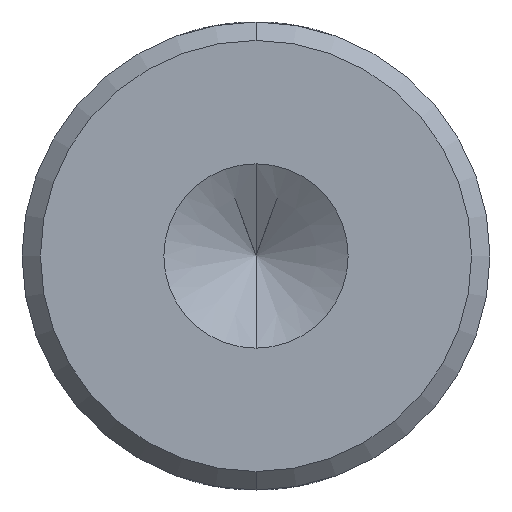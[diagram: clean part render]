
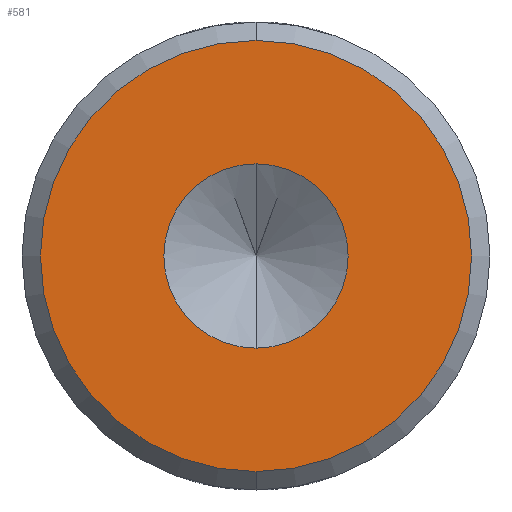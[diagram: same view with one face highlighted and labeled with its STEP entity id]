
A CAD part, front view. The second image highlights one B-rep face of the part: STEP entity #581.
In plain terms, the highlighted planar face has unit normal (0, -1, 0).
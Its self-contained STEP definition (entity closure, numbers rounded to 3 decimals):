
#4 = DIRECTION ( 'NONE',  ( 0., 0., -1. ) ) ;
#8 = EDGE_CURVE ( 'NONE', #60, #766, #724, .T. ) ;
#36 = AXIS2_PLACEMENT_3D ( 'NONE', #69, #185, #509 ) ;
#50 = ORIENTED_EDGE ( 'NONE', *, *, #799, .F. ) ;
#60 = VERTEX_POINT ( 'NONE', #615 ) ;
#69 = CARTESIAN_POINT ( 'NONE',  ( 0., 0., 0. ) ) ;
#93 = ORIENTED_EDGE ( 'NONE', *, *, #8, .F. ) ;
#107 = ORIENTED_EDGE ( 'NONE', *, *, #670, .F. ) ;
#125 = CARTESIAN_POINT ( 'NONE',  ( 0., 0., 2.5 ) ) ;
#147 = CARTESIAN_POINT ( 'NONE',  ( 0., 0., 5.85 ) ) ;
#152 = AXIS2_PLACEMENT_3D ( 'NONE', #742, #672, #233 ) ;
#182 = EDGE_CURVE ( 'NONE', #374, #508, #688, .T. ) ;
#185 = DIRECTION ( 'NONE',  ( 0., 1., 0. ) ) ;
#229 = ORIENTED_EDGE ( 'NONE', *, *, #182, .F. ) ;
#233 = DIRECTION ( 'NONE',  ( 0., 0., 1. ) ) ;
#237 = CARTESIAN_POINT ( 'NONE',  ( 0., 0., 0. ) ) ;
#259 = PLANE ( 'NONE',  #36 ) ;
#267 = EDGE_LOOP ( 'NONE', ( #107, #93 ) ) ;
#339 = CIRCLE ( 'NONE', #505, 2.5 ) ;
#348 = FACE_OUTER_BOUND ( 'NONE', #267, .T. ) ;
#374 = VERTEX_POINT ( 'NONE', #125 ) ;
#419 = DIRECTION ( 'NONE',  ( 0., 0., 1. ) ) ;
#505 = AXIS2_PLACEMENT_3D ( 'NONE', #237, #732, #4 ) ;
#508 = VERTEX_POINT ( 'NONE', #539 ) ;
#509 = DIRECTION ( 'NONE',  ( 0., 0., 1. ) ) ;
#510 = FACE_BOUND ( 'NONE', #562, .T. ) ;
#530 = CARTESIAN_POINT ( 'NONE',  ( 0., 0., 0. ) ) ;
#539 = CARTESIAN_POINT ( 'NONE',  ( 0., 0., -2.5 ) ) ;
#541 = DIRECTION ( 'NONE',  ( 0., 0., -1. ) ) ;
#562 = EDGE_LOOP ( 'NONE', ( #50, #229 ) ) ;
#581 = ADVANCED_FACE ( 'NONE', ( #510, #348 ), #259, .F. ) ;
#587 = AXIS2_PLACEMENT_3D ( 'NONE', #790, #783, #541 ) ;
#615 = CARTESIAN_POINT ( 'NONE',  ( 0., 0., -5.85 ) ) ;
#620 = AXIS2_PLACEMENT_3D ( 'NONE', #530, #792, #419 ) ;
#670 = EDGE_CURVE ( 'NONE', #766, #60, #786, .T. ) ;
#672 = DIRECTION ( 'NONE',  ( 0., 1., 0. ) ) ;
#688 = CIRCLE ( 'NONE', #587, 2.5 ) ;
#724 = CIRCLE ( 'NONE', #152, 5.85 ) ;
#732 = DIRECTION ( 'NONE',  ( 0., -1., 0. ) ) ;
#742 = CARTESIAN_POINT ( 'NONE',  ( 0., 0., 0. ) ) ;
#766 = VERTEX_POINT ( 'NONE', #147 ) ;
#783 = DIRECTION ( 'NONE',  ( 0., -1., 0. ) ) ;
#786 = CIRCLE ( 'NONE', #620, 5.85 ) ;
#790 = CARTESIAN_POINT ( 'NONE',  ( 0., 0., 0. ) ) ;
#792 = DIRECTION ( 'NONE',  ( 0., 1., 0. ) ) ;
#799 = EDGE_CURVE ( 'NONE', #508, #374, #339, .T. ) ;
